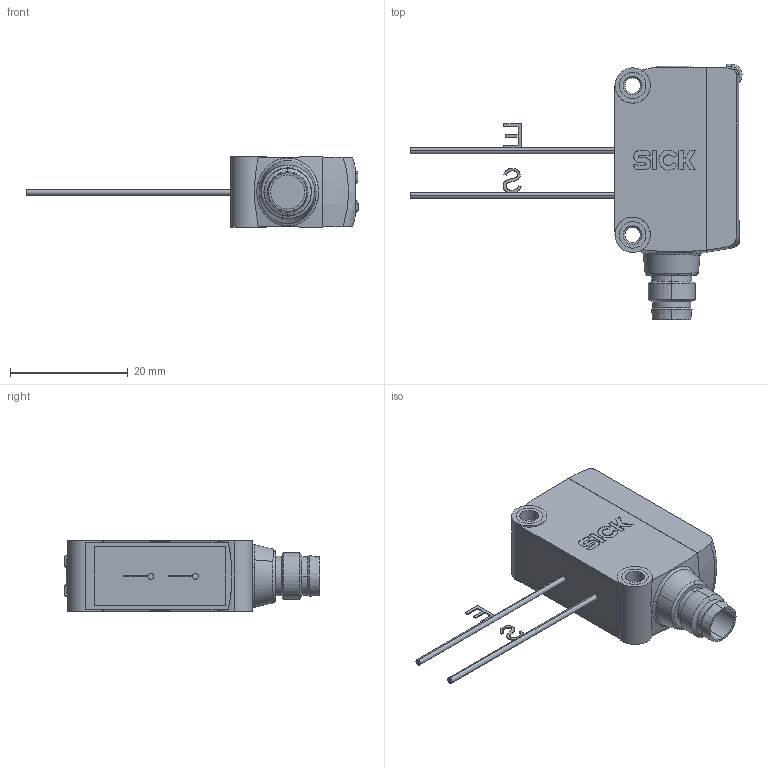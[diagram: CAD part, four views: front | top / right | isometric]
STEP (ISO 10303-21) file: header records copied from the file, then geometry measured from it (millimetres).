
FILE_DESCRIPTION (( 'STEP AP214' ), '1' );
FILE_NAME ('GL6-#32#1-S240408.STEP', '2022-04-27T20:53:49', ( '' ), ( '' ), 'SwSTEP 2.0', 'SolidWorks 2019', '' );
FILE_SCHEMA (( 'AUTOMOTIVE_DESIGN' ));
Length unit declared in the file: millimetre
Products named in the file (4): Kopie von GL6-_32_1_2^3D-MARKETINGMODELL_S240408_Standard; Kopie von Sendestrahl^3D-MARKETINGMODELL_S240408_Standard; Kopie von Empfaengerstrahl^3D-MARKETINGMODELL_S240408_Standard; GL6-#32#1-S240408
Assembly tree (3 placements, depth 2):
  GL6-#32#1-S240408
    Kopie von GL6-_32_1_2^3D-MARKETINGMODELL_S240408_Standard
    Kopie von Sendestrahl^3D-MARKETINGMODELL_S240408_Standard
    Kopie von Empfaengerstrahl^3D-MARKETINGMODELL_S240408_Standard
Bounding box: 56.45 x 43.4 x 12.03 mm (x, y, z)
Volume: 7996.2 mm3; surface area: 3413.3 mm2
Topology: 3 solids, 3 shells, 458 faces, 1222 edges, 803 vertices
Faces by surface type: plane 214, bspline 121, cylinder 87, cone 30, torus 4, sphere 2
Entity records: 21846 total; most frequent: CARTESIAN_POINT 7798, ORIENTED_EDGE 2444, DIRECTION 1807, EDGE_CURVE 1222, VERTEX_POINT 803, LINE 717, VECTOR 717, AXIS2_PLACEMENT_3D 545
